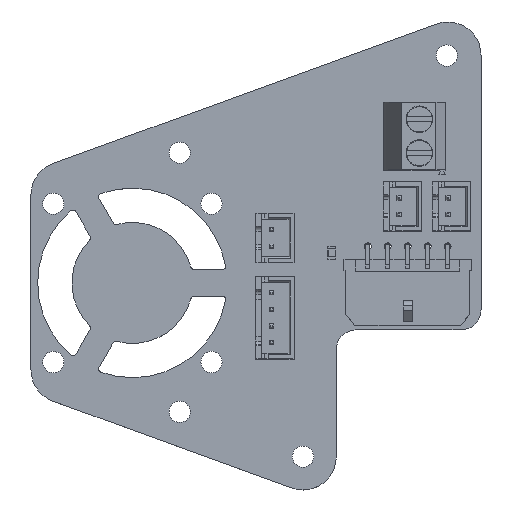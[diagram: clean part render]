
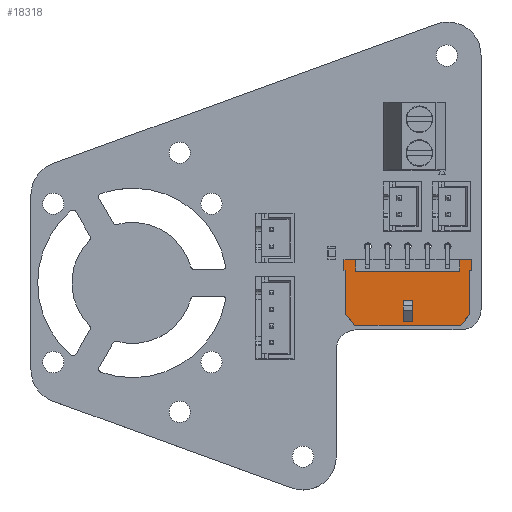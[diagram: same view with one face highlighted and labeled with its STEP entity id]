
A CAD part, top view. The second image highlights one B-rep face of the part: STEP entity #18318.
In plain terms, the highlighted face is planar.
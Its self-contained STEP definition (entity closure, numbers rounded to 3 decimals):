
#12455 = VERTEX_POINT('',#12456);
#12456 = CARTESIAN_POINT('',(-237.164,1.819,-69.399));
#12462 = EDGE_CURVE('',#12463,#12455,#12465,.T.);
#12463 = VERTEX_POINT('',#12464);
#12464 = CARTESIAN_POINT('',(-235.414,1.819,-69.399));
#12465 = LINE('',#12466,#12467);
#12466 = CARTESIAN_POINT('',(-235.414,1.819,-69.399));
#12467 = VECTOR('',#12468,1.);
#12468 = DIRECTION('',(-1.,0.,0.));
#12750 = VERTEX_POINT('',#12751);
#12751 = CARTESIAN_POINT('',(-254.564,1.819,-69.399));
#12757 = EDGE_CURVE('',#12758,#12750,#12760,.T.);
#12758 = VERTEX_POINT('',#12759);
#12759 = CARTESIAN_POINT('',(-252.814,1.819,-69.399));
#12760 = LINE('',#12761,#12762);
#12761 = CARTESIAN_POINT('',(-252.814,1.819,-69.399));
#12762 = VECTOR('',#12763,1.);
#12763 = DIRECTION('',(-1.,0.,0.));
#13719 = EDGE_CURVE('',#12758,#13720,#13722,.T.);
#13720 = VERTEX_POINT('',#13721);
#13721 = CARTESIAN_POINT('',(-252.814,1.819,-67.649));
#13722 = LINE('',#13723,#13724);
#13723 = CARTESIAN_POINT('',(-252.814,1.819,-69.399));
#13724 = VECTOR('',#13725,1.);
#13725 = DIRECTION('',(0.,0.,1.));
#14295 = EDGE_CURVE('',#13720,#14296,#14298,.T.);
#14296 = VERTEX_POINT('',#14297);
#14297 = CARTESIAN_POINT('',(-237.164,1.819,-67.649));
#14298 = LINE('',#14299,#14300);
#14299 = CARTESIAN_POINT('',(-252.814,1.819,-67.649));
#14300 = VECTOR('',#14301,1.);
#14301 = DIRECTION('',(1.,0.,0.));
#14321 = EDGE_CURVE('',#12455,#14296,#14322,.T.);
#14322 = LINE('',#14323,#14324);
#14323 = CARTESIAN_POINT('',(-237.164,1.819,-69.399));
#14324 = VECTOR('',#14325,1.);
#14325 = DIRECTION('',(0.,0.,1.));
#14512 = VERTEX_POINT('',#14513);
#14513 = CARTESIAN_POINT('',(-235.414,1.819,-67.799));
#14519 = EDGE_CURVE('',#14520,#14512,#14522,.T.);
#14520 = VERTEX_POINT('',#14521);
#14521 = CARTESIAN_POINT('',(-235.664,1.819,-67.799));
#14522 = LINE('',#14523,#14524);
#14523 = CARTESIAN_POINT('',(-235.664,1.819,-67.799));
#14524 = VECTOR('',#14525,1.);
#14525 = DIRECTION('',(1.,0.,0.));
#15470 = EDGE_CURVE('',#14512,#12463,#15471,.T.);
#15471 = LINE('',#15472,#15473);
#15472 = CARTESIAN_POINT('',(-235.414,1.819,-67.799));
#15473 = VECTOR('',#15474,1.);
#15474 = DIRECTION('',(0.,0.,-1.));
#15720 = VERTEX_POINT('',#15721);
#15721 = CARTESIAN_POINT('',(-254.314,1.819,-67.799));
#15727 = EDGE_CURVE('',#15728,#15720,#15730,.T.);
#15728 = VERTEX_POINT('',#15729);
#15729 = CARTESIAN_POINT('',(-254.564,1.819,-67.799));
#15730 = LINE('',#15731,#15732);
#15731 = CARTESIAN_POINT('',(-254.564,1.819,-67.799));
#15732 = VECTOR('',#15733,1.);
#15733 = DIRECTION('',(1.,0.,0.));
#15752 = EDGE_CURVE('',#12750,#15728,#15753,.T.);
#15753 = LINE('',#15754,#15755);
#15754 = CARTESIAN_POINT('',(-254.564,1.819,-69.399));
#15755 = VECTOR('',#15756,1.);
#15756 = DIRECTION('',(0.,0.,1.));
#17415 = VERTEX_POINT('',#17416);
#17416 = CARTESIAN_POINT('',(-237.049,1.819,-59.489));
#17422 = EDGE_CURVE('',#17423,#17415,#17425,.T.);
#17423 = VERTEX_POINT('',#17424);
#17424 = CARTESIAN_POINT('',(-252.93,1.819,-59.489));
#17425 = LINE('',#17426,#17427);
#17426 = CARTESIAN_POINT('',(-252.93,1.819,-59.489));
#17427 = VECTOR('',#17428,1.);
#17428 = DIRECTION('',(1.,0.,0.));
#18222 = EDGE_CURVE('',#18223,#18225,#18227,.T.);
#18223 = VERTEX_POINT('',#18224);
#18224 = CARTESIAN_POINT('',(-245.689,1.819,-60.029));
#18225 = VERTEX_POINT('',#18226);
#18226 = CARTESIAN_POINT('',(-244.289,1.819,-60.029));
#18227 = LINE('',#18228,#18229);
#18228 = CARTESIAN_POINT('',(-245.689,1.819,-60.029));
#18229 = VECTOR('',#18230,1.);
#18230 = DIRECTION('',(1.,0.,0.));
#18254 = VERTEX_POINT('',#18255);
#18255 = CARTESIAN_POINT('',(-244.289,1.819,-63.189));
#18265 = EDGE_CURVE('',#18225,#18254,#18266,.T.);
#18266 = LINE('',#18267,#18268);
#18267 = CARTESIAN_POINT('',(-244.289,1.819,-60.029));
#18268 = VECTOR('',#18269,1.);
#18269 = DIRECTION('',(0.,0.,-1.));
#18282 = VERTEX_POINT('',#18283);
#18283 = CARTESIAN_POINT('',(-245.689,1.819,-63.189));
#18290 = EDGE_CURVE('',#18282,#18254,#18291,.T.);
#18291 = LINE('',#18292,#18293);
#18292 = CARTESIAN_POINT('',(-245.689,1.819,-63.189));
#18293 = VECTOR('',#18294,1.);
#18294 = DIRECTION('',(1.,0.,0.));
#18304 = EDGE_CURVE('',#18223,#18282,#18305,.T.);
#18305 = LINE('',#18306,#18307);
#18306 = CARTESIAN_POINT('',(-245.689,1.819,-60.029));
#18307 = VECTOR('',#18308,1.);
#18308 = DIRECTION('',(0.,0.,-1.));
#18318 = ADVANCED_FACE('',(#18319,#18359),#18365,.T.);
#18319 = FACE_BOUND('',#18320,.T.);
#18320 = EDGE_LOOP('',(#18321,#18329,#18335,#18336,#18344,#18350,#18351,
    #18352,#18353,#18354,#18355,#18356,#18357,#18358));
#18321 = ORIENTED_EDGE('',*,*,#18322,.T.);
#18322 = EDGE_CURVE('',#15720,#18323,#18325,.T.);
#18323 = VERTEX_POINT('',#18324);
#18324 = CARTESIAN_POINT('',(-254.314,1.819,-61.139));
#18325 = LINE('',#18326,#18327);
#18326 = CARTESIAN_POINT('',(-254.314,1.819,-67.799));
#18327 = VECTOR('',#18328,1.);
#18328 = DIRECTION('',(0.,0.,1.));
#18329 = ORIENTED_EDGE('',*,*,#18330,.F.);
#18330 = EDGE_CURVE('',#17423,#18323,#18331,.T.);
#18331 = LINE('',#18332,#18333);
#18332 = CARTESIAN_POINT('',(-252.93,1.819,-59.489));
#18333 = VECTOR('',#18334,1.);
#18334 = DIRECTION('',(-0.643,0.,
    -0.766));
#18335 = ORIENTED_EDGE('',*,*,#17422,.T.);
#18336 = ORIENTED_EDGE('',*,*,#18337,.F.);
#18337 = EDGE_CURVE('',#18338,#17415,#18340,.T.);
#18338 = VERTEX_POINT('',#18339);
#18339 = CARTESIAN_POINT('',(-235.664,1.819,-61.139));
#18340 = LINE('',#18341,#18342);
#18341 = CARTESIAN_POINT('',(-235.664,1.819,-61.139));
#18342 = VECTOR('',#18343,1.);
#18343 = DIRECTION('',(-0.643,0.,0.766
    ));
#18344 = ORIENTED_EDGE('',*,*,#18345,.F.);
#18345 = EDGE_CURVE('',#14520,#18338,#18346,.T.);
#18346 = LINE('',#18347,#18348);
#18347 = CARTESIAN_POINT('',(-235.664,1.819,-67.799));
#18348 = VECTOR('',#18349,1.);
#18349 = DIRECTION('',(0.,0.,1.));
#18350 = ORIENTED_EDGE('',*,*,#14519,.T.);
#18351 = ORIENTED_EDGE('',*,*,#15470,.T.);
#18352 = ORIENTED_EDGE('',*,*,#12462,.T.);
#18353 = ORIENTED_EDGE('',*,*,#14321,.T.);
#18354 = ORIENTED_EDGE('',*,*,#14295,.F.);
#18355 = ORIENTED_EDGE('',*,*,#13719,.F.);
#18356 = ORIENTED_EDGE('',*,*,#12757,.T.);
#18357 = ORIENTED_EDGE('',*,*,#15752,.T.);
#18358 = ORIENTED_EDGE('',*,*,#15727,.T.);
#18359 = FACE_BOUND('',#18360,.T.);
#18360 = EDGE_LOOP('',(#18361,#18362,#18363,#18364));
#18361 = ORIENTED_EDGE('',*,*,#18290,.T.);
#18362 = ORIENTED_EDGE('',*,*,#18265,.F.);
#18363 = ORIENTED_EDGE('',*,*,#18222,.F.);
#18364 = ORIENTED_EDGE('',*,*,#18304,.T.);
#18365 = PLANE('',#18366);
#18366 = AXIS2_PLACEMENT_3D('',#18367,#18368,#18369);
#18367 = CARTESIAN_POINT('',(-254.564,1.819,-64.444));
#18368 = DIRECTION('',(0.,1.,0.));
#18369 = DIRECTION('',(0.,0.,1.));
